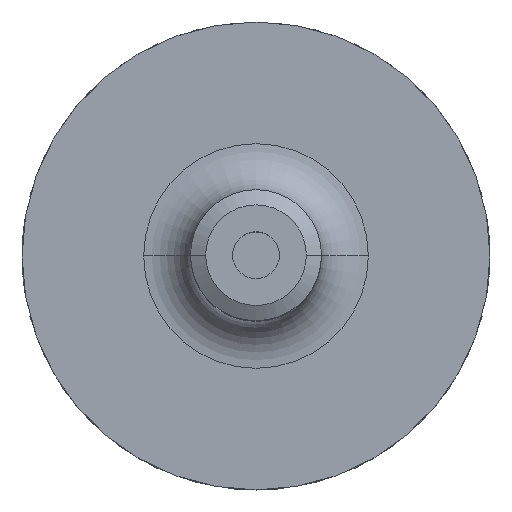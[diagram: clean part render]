
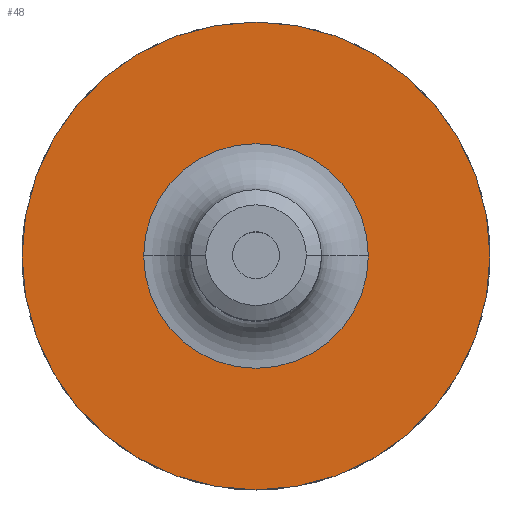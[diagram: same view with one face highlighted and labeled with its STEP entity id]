
A CAD part, top view. The second image highlights one B-rep face of the part: STEP entity #48.
In plain terms, the highlighted planar face has unit normal (0, 0, 1).
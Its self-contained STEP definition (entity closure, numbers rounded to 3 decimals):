
#48 = ADVANCED_FACE ( 'NONE', ( #1554, #1057 ), #716, .F. ) ;
#91 = EDGE_CURVE ( 'NONE', #977, #1029, #625, .T. ) ;
#137 = CARTESIAN_POINT ( 'NONE',  ( 0., 0., 38. ) ) ;
#296 = ORIENTED_EDGE ( 'NONE', *, *, #91, .F. ) ;
#298 = DIRECTION ( 'NONE',  ( 0., 0., -1. ) ) ;
#343 = ORIENTED_EDGE ( 'NONE', *, *, #1175, .T. ) ;
#391 = DIRECTION ( 'NONE',  ( 0., 0., -1. ) ) ;
#420 = CARTESIAN_POINT ( 'NONE',  ( 0., 0., 38. ) ) ;
#448 = DIRECTION ( 'NONE',  ( -1., 0., 0. ) ) ;
#498 = CIRCLE ( 'NONE', #1118, 24. ) ;
#590 = DIRECTION ( 'NONE',  ( -1., 0., 0. ) ) ;
#625 = CIRCLE ( 'NONE', #1694, 50. ) ;
#650 = CIRCLE ( 'NONE', #770, 24. ) ;
#716 = PLANE ( 'NONE',  #1600 ) ;
#725 = EDGE_LOOP ( 'NONE', ( #296, #852 ) ) ;
#770 = AXIS2_PLACEMENT_3D ( 'NONE', #420, #391, #1722 ) ;
#846 = DIRECTION ( 'NONE',  ( -1., 0., 0. ) ) ;
#852 = ORIENTED_EDGE ( 'NONE', *, *, #978, .F. ) ;
#888 = CARTESIAN_POINT ( 'NONE',  ( 50., 0., 38. ) ) ;
#913 = EDGE_CURVE ( 'NONE', #1235, #1775, #650, .T. ) ;
#940 = EDGE_LOOP ( 'NONE', ( #343, #1879 ) ) ;
#977 = VERTEX_POINT ( 'NONE', #1411 ) ;
#978 = EDGE_CURVE ( 'NONE', #1029, #977, #1125, .T. ) ;
#1003 = DIRECTION ( 'NONE',  ( -1., 0., 0. ) ) ;
#1022 = AXIS2_PLACEMENT_3D ( 'NONE', #1145, #1604, #1003 ) ;
#1029 = VERTEX_POINT ( 'NONE', #888 ) ;
#1057 = FACE_OUTER_BOUND ( 'NONE', #725, .T. ) ;
#1118 = AXIS2_PLACEMENT_3D ( 'NONE', #1129, #1723, #846 ) ;
#1125 = CIRCLE ( 'NONE', #1022, 50. ) ;
#1129 = CARTESIAN_POINT ( 'NONE',  ( 0., 0., 38. ) ) ;
#1145 = CARTESIAN_POINT ( 'NONE',  ( 0., 0., 38. ) ) ;
#1175 = EDGE_CURVE ( 'NONE', #1775, #1235, #498, .T. ) ;
#1235 = VERTEX_POINT ( 'NONE', #1896 ) ;
#1280 = DIRECTION ( 'NONE',  ( 0., 0., -1. ) ) ;
#1411 = CARTESIAN_POINT ( 'NONE',  ( -50., 0., 38. ) ) ;
#1554 = FACE_BOUND ( 'NONE', #940, .T. ) ;
#1600 = AXIS2_PLACEMENT_3D ( 'NONE', #1756, #1280, #448 ) ;
#1604 = DIRECTION ( 'NONE',  ( 0., 0., -1. ) ) ;
#1664 = CARTESIAN_POINT ( 'NONE',  ( -24., 0., 38. ) ) ;
#1694 = AXIS2_PLACEMENT_3D ( 'NONE', #137, #298, #590 ) ;
#1722 = DIRECTION ( 'NONE',  ( -1., 0., 0. ) ) ;
#1723 = DIRECTION ( 'NONE',  ( 0., 0., -1. ) ) ;
#1756 = CARTESIAN_POINT ( 'NONE',  ( 0., 0., 38. ) ) ;
#1775 = VERTEX_POINT ( 'NONE', #1664 ) ;
#1879 = ORIENTED_EDGE ( 'NONE', *, *, #913, .T. ) ;
#1896 = CARTESIAN_POINT ( 'NONE',  ( 24., 0., 38. ) ) ;
